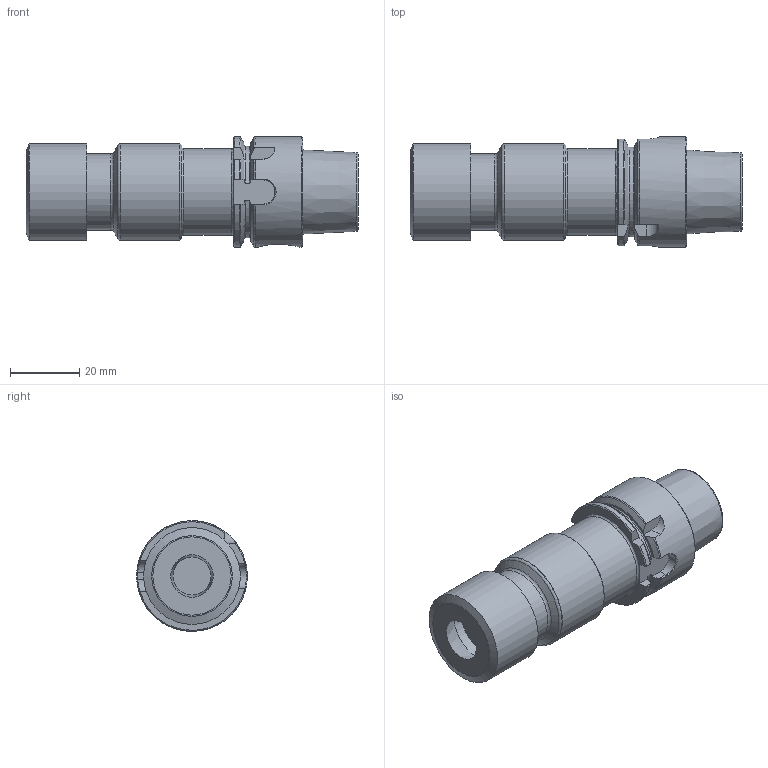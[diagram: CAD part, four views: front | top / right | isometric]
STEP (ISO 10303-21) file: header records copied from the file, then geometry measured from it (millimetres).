
FILE_DESCRIPTION(/* description */ (''),/* implementation_level */ '2;1');
FILE_NAME(/* name */ 'AHSKA32-ER-16-080.stp',/* time_stamp */ '2024-12-18T08:52:40+03:00',/* author */ (''),/* organization */ (''),/* preprocessor_version */ 'ST-DEVELOPER v19.4',/* originating_system */ 'SIEMENS PLM Software NX2306.5001',/* authorisation */ '');
FILE_SCHEMA (('AUTOMOTIVE_DESIGN { 1 0 10303 214 3 1 1 1 }'));
Length unit declared in the file: millimetre
Products named in the file (1): AHSKA32-ER-16-080-light_objects
Bounding box: 96 x 32 x 32 mm (x, y, z)
Volume: 49003.7 mm3; surface area: 12199.6 mm2
Topology: 1 solids, 1 shells, 97 faces, 253 edges, 163 vertices
Faces by surface type: plane 39, cone 21, cylinder 17, torus 17, bspline 3
Full cylindrical faces by diameter (mm): 10 x1, 11 x1, 20.5 x1, 22 x1, 25 x1, 28 x2, 32 x1
Entity records: 3254 total; most frequent: CARTESIAN_POINT 1101, ORIENTED_EDGE 430, DIRECTION 406, EDGE_CURVE 215, AXIS2_PLACEMENT_3D 169, VERTEX_POINT 153, EDGE_LOOP 129, ADVANCED_FACE 97
